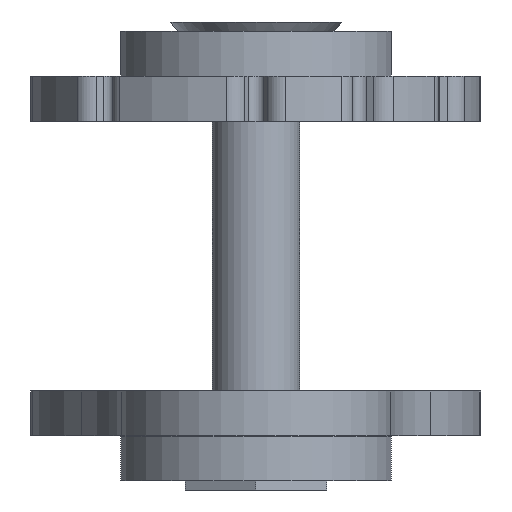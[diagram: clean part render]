
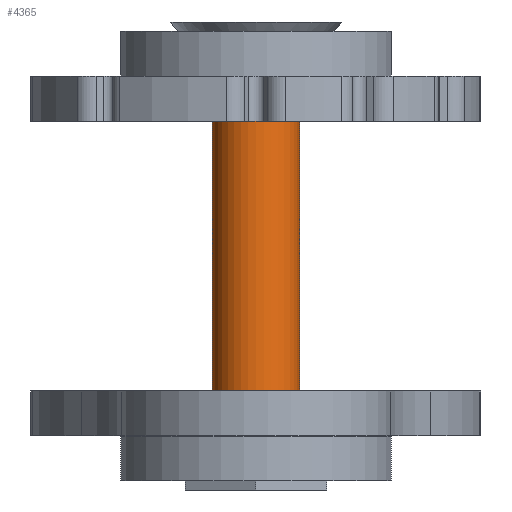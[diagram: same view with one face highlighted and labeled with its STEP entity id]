
A CAD part, left-side view. The second image highlights one B-rep face of the part: STEP entity #4365.
In plain terms, the highlighted cylindrical face has radius 2.44 mm (diameter 4.88 mm), a full revolution.
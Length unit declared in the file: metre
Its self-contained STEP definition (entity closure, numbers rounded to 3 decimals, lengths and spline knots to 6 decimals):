
#56=CIRCLE('',#5998,0.00244);
#57=CIRCLE('',#6000,0.00244);
#301=CYLINDRICAL_SURFACE('',#5999,0.00244);
#466=ORIENTED_EDGE('',*,*,#1687,.F.);
#467=ORIENTED_EDGE('',*,*,#1686,.T.);
#1686=EDGE_CURVE('',#2301,#2301,#56,.T.);
#1687=EDGE_CURVE('',#2302,#2302,#57,.T.);
#2301=VERTEX_POINT('',#7846);
#2302=VERTEX_POINT('',#7849);
#3476=EDGE_LOOP('',(#466));
#3477=EDGE_LOOP('',(#467));
#3760=FACE_BOUND('',#3476,.T.);
#3761=FACE_BOUND('',#3477,.T.);
#4365=ADVANCED_FACE('',(#3760,#3761),#301,.T.);
#5998=AXIS2_PLACEMENT_3D('',#7845,#6513,#6514);
#5999=AXIS2_PLACEMENT_3D('',#7847,#6515,#6516);
#6000=AXIS2_PLACEMENT_3D('',#7848,#6517,#6518);
#6513=DIRECTION('',(0.,0.,-1.));
#6514=DIRECTION('',(-1.,0.,0.));
#6515=DIRECTION('',(0.,0.,-1.));
#6516=DIRECTION('',(-1.,0.,0.));
#6517=DIRECTION('',(0.,0.,-1.));
#6518=DIRECTION('',(-1.,0.,0.));
#7845=CARTESIAN_POINT('',(0.,0.,0.022));
#7846=CARTESIAN_POINT('',(-0.00244,0.,0.022));
#7847=CARTESIAN_POINT('',(0.,0.,0.0125));
#7848=CARTESIAN_POINT('',(0.,0.,0.));
#7849=CARTESIAN_POINT('',(-0.00244,0.,0.));
